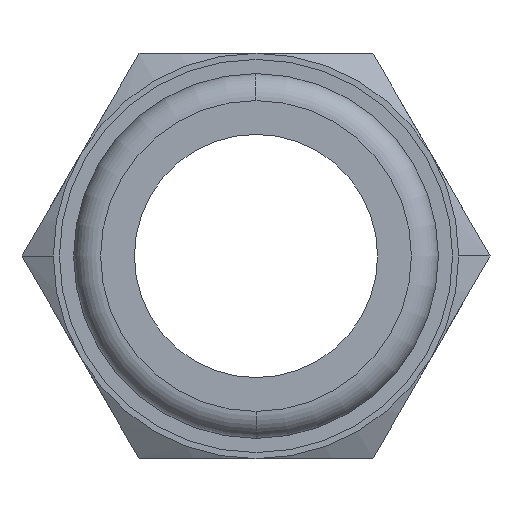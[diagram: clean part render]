
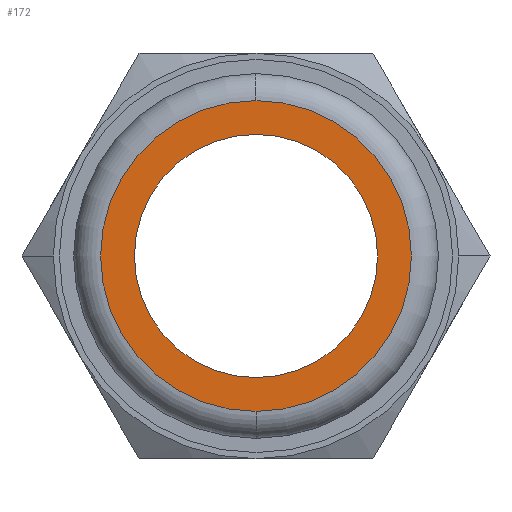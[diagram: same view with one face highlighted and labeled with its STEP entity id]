
A CAD part, front view. The second image highlights one B-rep face of the part: STEP entity #172.
In plain terms, the highlighted planar face has unit normal (0, -1, 0).
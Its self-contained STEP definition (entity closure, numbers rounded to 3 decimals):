
#172=ADVANCED_FACE('',(#346,#347),#348,.T.);
#346=FACE_BOUND('',#515,.T.);
#347=FACE_OUTER_BOUND('',#516,.T.);
#348=PLANE('',#517);
#515=EDGE_LOOP('',(#927,#928));
#516=EDGE_LOOP('',(#929,#930,#931));
#517=AXIS2_PLACEMENT_3D('',#932,#933,#934);
#927=ORIENTED_EDGE('',*,*,#1031,.T.);
#928=ORIENTED_EDGE('',*,*,#1116,.T.);
#929=ORIENTED_EDGE('',*,*,#1108,.F.);
#930=ORIENTED_EDGE('',*,*,#1107,.F.);
#931=ORIENTED_EDGE('',*,*,#994,.F.);
#932=CARTESIAN_POINT('',(2.875,0.0,0.0));
#933=DIRECTION('',(-0.0,-1.0,-0.0));
#934=DIRECTION('',(-1.0,0.0,0.0));
#994=EDGE_CURVE('',#1182,#1175,#1184,.T.);
#1031=EDGE_CURVE('',#1238,#1236,#1239,.T.);
#1107=EDGE_CURVE('',#1175,#1334,#1335,.T.);
#1108=EDGE_CURVE('',#1334,#1182,#1336,.T.);
#1116=EDGE_CURVE('',#1236,#1238,#1344,.T.);
#1175=VERTEX_POINT('',#1499);
#1182=VERTEX_POINT('',#1506);
#1184=CIRCLE('',#1508,5.75);
#1236=VERTEX_POINT('',#1590);
#1238=VERTEX_POINT('',#1593);
#1239=CIRCLE('',#1594,4.5);
#1334=VERTEX_POINT('',#1847);
#1335=CIRCLE('',#1848,5.75);
#1336=CIRCLE('',#1849,5.75);
#1344=CIRCLE('',#1868,4.5);
#1499=CARTESIAN_POINT('',(0.,0.0,5.75));
#1506=CARTESIAN_POINT('',(0.,0.0,-5.75));
#1508=AXIS2_PLACEMENT_3D('',#1917,#1918,#1919);
#1590=CARTESIAN_POINT('',(4.5,0.0,0.));
#1593=CARTESIAN_POINT('',(-4.5,0.0,0.));
#1594=AXIS2_PLACEMENT_3D('',#1974,#1975,#1976);
#1847=CARTESIAN_POINT('',(5.75,0.0,0.0));
#1848=AXIS2_PLACEMENT_3D('',#2058,#2059,#2060);
#1849=AXIS2_PLACEMENT_3D('',#2061,#2062,#2063);
#1868=AXIS2_PLACEMENT_3D('',#2067,#2068,#2069);
#1917=CARTESIAN_POINT('',(0.0,0.0,0.0));
#1918=DIRECTION('',(-0.0,1.0,0.0));
#1919=DIRECTION('',(1.0,0.0,0.0));
#1974=CARTESIAN_POINT('',(0.0,0.0,0.0));
#1975=DIRECTION('',(-0.0,1.0,0.0));
#1976=DIRECTION('',(1.0,0.0,0.0));
#2058=CARTESIAN_POINT('',(0.0,0.0,0.0));
#2059=DIRECTION('',(-0.0,1.0,0.0));
#2060=DIRECTION('',(1.0,0.0,0.0));
#2061=CARTESIAN_POINT('',(0.0,0.0,0.0));
#2062=DIRECTION('',(-0.0,1.0,0.0));
#2063=DIRECTION('',(1.0,0.0,0.0));
#2067=CARTESIAN_POINT('',(0.0,0.0,0.0));
#2068=DIRECTION('',(-0.0,1.0,0.0));
#2069=DIRECTION('',(1.0,0.0,0.0));
